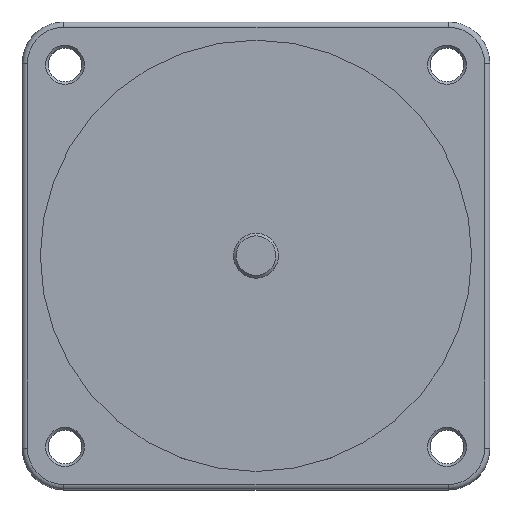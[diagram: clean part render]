
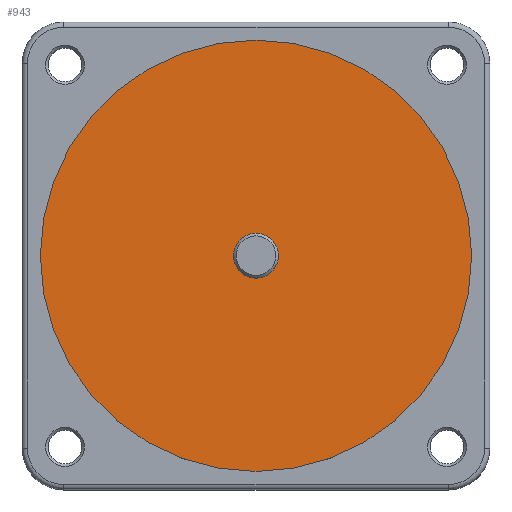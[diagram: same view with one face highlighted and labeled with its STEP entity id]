
A CAD part, top view. The second image highlights one B-rep face of the part: STEP entity #943.
In plain terms, the highlighted planar face has unit normal (0, 0, 1).
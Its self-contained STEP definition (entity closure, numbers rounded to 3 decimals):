
#701=CARTESIAN_POINT('',(4.305,0.,39.0));
#702=VERTEX_POINT('',#701);
#703=CARTESIAN_POINT('',(0.0,0.0,39.0));
#704=DIRECTION('',(0.0,0.0,-1.0));
#705=DIRECTION('',(-1.0,0.0,0.0));
#706=AXIS2_PLACEMENT_3D('',#703,#704,#705);
#707=CIRCLE('',#706,4.305);
#708=EDGE_CURVE('',#702,#702,#707,.T.);
#917=CARTESIAN_POINT('',(41.5,0.,39.0));
#918=VERTEX_POINT('',#917);
#919=CARTESIAN_POINT('',(0.0,0.0,39.0));
#920=DIRECTION('',(0.0,0.0,-1.0));
#921=DIRECTION('',(-1.0,0.0,0.0));
#922=AXIS2_PLACEMENT_3D('',#919,#920,#921);
#923=CIRCLE('',#922,41.5);
#924=EDGE_CURVE('',#918,#918,#923,.T.);
#932=CARTESIAN_POINT('',(0.0,0.0,39.0));
#933=DIRECTION('',(0.0,0.0,-1.0));
#934=DIRECTION('',(-1.0,0.0,0.0));
#935=AXIS2_PLACEMENT_3D('',#932,#933,#934);
#936=PLANE('',#935);
#937=ORIENTED_EDGE('',*,*,#924,.F.);
#938=EDGE_LOOP('',(#937));
#939=FACE_OUTER_BOUND('',#938,.T.);
#940=ORIENTED_EDGE('',*,*,#708,.T.);
#941=EDGE_LOOP('',(#940));
#942=FACE_BOUND('',#941,.T.);
#943=ADVANCED_FACE('',(#939,#942),#936,.F.);
